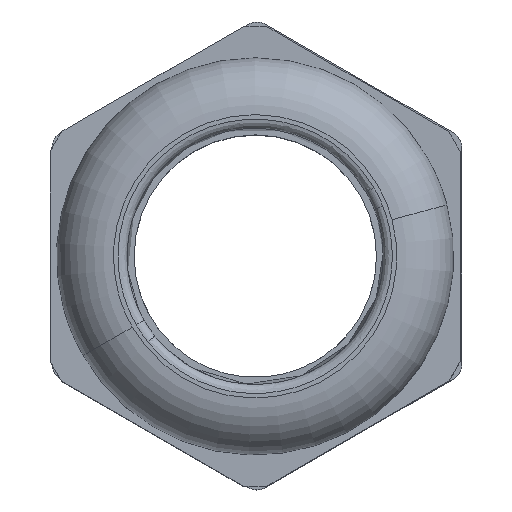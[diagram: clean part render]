
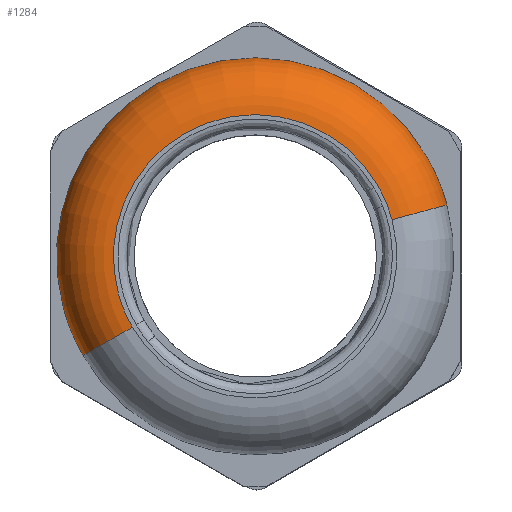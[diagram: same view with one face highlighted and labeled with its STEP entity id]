
A CAD part, top view. The second image highlights one B-rep face of the part: STEP entity #1284.
In plain terms, the highlighted toroidal (fillet/blend) face has major radius 12.45 mm and minor radius 5 mm.
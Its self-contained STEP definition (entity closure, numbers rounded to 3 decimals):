
#1180=AXIS2_PLACEMENT_3D('Circle Axis2P3D',#1178,#1179,$) ;
#1189=AXIS2_PLACEMENT_3D('Circle Axis2P3D',#1187,#1188,$) ;
#1196=AXIS2_PLACEMENT_3D('Circle Axis2P3D',#1194,#1195,$) ;
#1210=AXIS2_PLACEMENT_3D('Circle Axis2P3D',#1208,#1209,$) ;
#1230=AXIS2_PLACEMENT_3D('Torus Axis2P3D',#1227,#1228,#1229) ;
#1234=AXIS2_PLACEMENT_3D('Circle Axis2P3D',#1232,#1233,$) ;
#1243=AXIS2_PLACEMENT_3D('Circle Axis2P3D',#1241,#1242,$) ;
#1250=AXIS2_PLACEMENT_3D('Circle Axis2P3D',#1248,#1249,$) ;
#1257=AXIS2_PLACEMENT_3D('Circle Axis2P3D',#1255,#1256,$) ;
#1262=AXIS2_PLACEMENT_3D('Circle Axis2P3D',#1260,#1261,$) ;
#1269=AXIS2_PLACEMENT_3D('Circle Axis2P3D',#1267,#1268,$) ;
#1178=CARTESIAN_POINT('Axis2P3D Location',(18.,20.465,48.11)) ;
#1182=CARTESIAN_POINT('Vertex',(28.782,26.69,48.11)) ;
#1184=CARTESIAN_POINT('Vertex',(11.775,31.247,48.11)) ;
#1187=CARTESIAN_POINT('Axis2P3D Location',(18.,20.465,48.11)) ;
#1191=CARTESIAN_POINT('Vertex',(5.974,17.243,48.11)) ;
#1194=CARTESIAN_POINT('Axis2P3D Location',(18.,20.465,48.11)) ;
#1198=CARTESIAN_POINT('Vertex',(7.218,14.24,48.11)) ;
#1205=CARTESIAN_POINT('Vertex',(30.026,23.687,48.11)) ;
#1208=CARTESIAN_POINT('Axis2P3D Location',(18.,20.465,48.11)) ;
#1227=CARTESIAN_POINT('Axis2P3D Location',(18.,20.465,43.11)) ;
#1232=CARTESIAN_POINT('Axis2P3D Location',(18.,20.465,43.11)) ;
#1236=CARTESIAN_POINT('Vertex',(33.112,29.19,43.11)) ;
#1238=CARTESIAN_POINT('Vertex',(9.275,35.577,43.11)) ;
#1241=CARTESIAN_POINT('Axis2P3D Location',(18.,20.465,43.11)) ;
#1245=CARTESIAN_POINT('Vertex',(1.145,15.949,43.11)) ;
#1248=CARTESIAN_POINT('Axis2P3D Location',(18.,20.465,43.11)) ;
#1252=CARTESIAN_POINT('Vertex',(2.888,11.74,43.11)) ;
#1255=CARTESIAN_POINT('Axis2P3D Location',(7.218,14.24,43.11)) ;
#1260=CARTESIAN_POINT('Axis2P3D Location',(30.026,23.687,43.11)) ;
#1264=CARTESIAN_POINT('Vertex',(34.855,24.981,43.11)) ;
#1267=CARTESIAN_POINT('Axis2P3D Location',(18.,20.465,43.11)) ;
#1179=DIRECTION('Axis2P3D Direction',(0.,-0.,1.)) ;
#1188=DIRECTION('Axis2P3D Direction',(0.,-0.,1.)) ;
#1195=DIRECTION('Axis2P3D Direction',(0.,-0.,1.)) ;
#1209=DIRECTION('Axis2P3D Direction',(0.,-0.,1.)) ;
#1228=DIRECTION('Axis2P3D Direction',(0.,0.,1.)) ;
#1229=DIRECTION('Axis2P3D XDirection',(0.866,0.5,0.)) ;
#1233=DIRECTION('Axis2P3D Direction',(0.,-0.,1.)) ;
#1242=DIRECTION('Axis2P3D Direction',(0.,-0.,1.)) ;
#1249=DIRECTION('Axis2P3D Direction',(0.,-0.,1.)) ;
#1256=DIRECTION('Axis2P3D Direction',(-0.5,0.866,0.)) ;
#1261=DIRECTION('Axis2P3D Direction',(0.259,-0.966,0.)) ;
#1268=DIRECTION('Axis2P3D Direction',(0.,-0.,1.)) ;
#1273=ORIENTED_EDGE('',*,*,#1240,.T.) ;
#1274=ORIENTED_EDGE('',*,*,#1247,.T.) ;
#1275=ORIENTED_EDGE('',*,*,#1254,.T.) ;
#1276=ORIENTED_EDGE('',*,*,#1259,.F.) ;
#1277=ORIENTED_EDGE('',*,*,#1200,.F.) ;
#1278=ORIENTED_EDGE('',*,*,#1193,.F.) ;
#1279=ORIENTED_EDGE('',*,*,#1186,.F.) ;
#1280=ORIENTED_EDGE('',*,*,#1212,.F.) ;
#1281=ORIENTED_EDGE('',*,*,#1266,.T.) ;
#1282=ORIENTED_EDGE('',*,*,#1271,.T.) ;
#1284=ADVANCED_FACE('Hauptk\X2\00F6\X0\rper',(#1283),#1231,.T.) ;
#1181=CIRCLE('generated circle',#1180,12.45) ;
#1190=CIRCLE('generated circle',#1189,12.45) ;
#1197=CIRCLE('generated circle',#1196,12.45) ;
#1211=CIRCLE('generated circle',#1210,12.45) ;
#1235=CIRCLE('generated circle',#1234,17.45) ;
#1244=CIRCLE('generated circle',#1243,17.45) ;
#1251=CIRCLE('generated circle',#1250,17.45) ;
#1258=CIRCLE('generated circle',#1257,5.) ;
#1263=CIRCLE('generated circle',#1262,5.) ;
#1270=CIRCLE('generated circle',#1269,17.45) ;
#1231=TOROIDAL_SURFACE('homeo Torus',#1230,12.45,5.) ;
#1186=EDGE_CURVE('',#1183,#1185,#1181,.T.) ;
#1193=EDGE_CURVE('',#1185,#1192,#1190,.T.) ;
#1200=EDGE_CURVE('',#1192,#1199,#1197,.T.) ;
#1212=EDGE_CURVE('',#1206,#1183,#1211,.T.) ;
#1240=EDGE_CURVE('',#1237,#1239,#1235,.T.) ;
#1247=EDGE_CURVE('',#1239,#1246,#1244,.T.) ;
#1254=EDGE_CURVE('',#1246,#1253,#1251,.T.) ;
#1259=EDGE_CURVE('',#1199,#1253,#1258,.F.) ;
#1266=EDGE_CURVE('',#1206,#1265,#1263,.F.) ;
#1271=EDGE_CURVE('',#1265,#1237,#1270,.T.) ;
#1272=EDGE_LOOP('',(#1273,#1274,#1275,#1276,#1277,#1278,#1279,#1280,#1281,#1282)) ;
#1283=FACE_OUTER_BOUND('',#1272,.T.) ;
#1183=VERTEX_POINT('',#1182) ;
#1185=VERTEX_POINT('',#1184) ;
#1192=VERTEX_POINT('',#1191) ;
#1199=VERTEX_POINT('',#1198) ;
#1206=VERTEX_POINT('',#1205) ;
#1237=VERTEX_POINT('',#1236) ;
#1239=VERTEX_POINT('',#1238) ;
#1246=VERTEX_POINT('',#1245) ;
#1253=VERTEX_POINT('',#1252) ;
#1265=VERTEX_POINT('',#1264) ;
